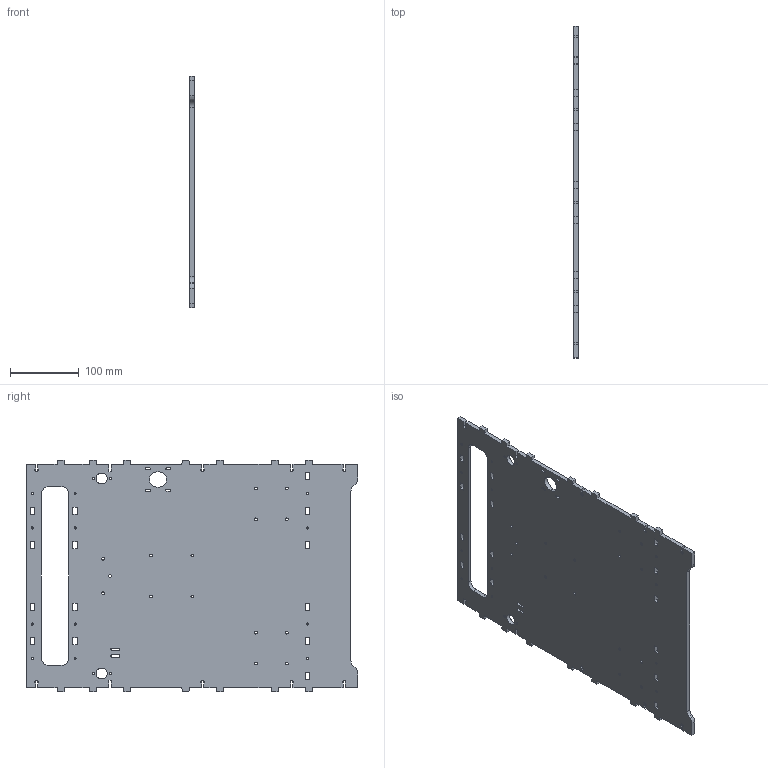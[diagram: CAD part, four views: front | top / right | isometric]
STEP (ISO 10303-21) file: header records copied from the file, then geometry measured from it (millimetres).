
FILE_DESCRIPTION(/* description */ (''),/* implementation_level */ '2;1');
FILE_NAME(/* name */ 'Box_back.step',/* time_stamp */ '2017-11-06T13:46:28+11:00',/* author */ ('webmaster0zero'),/* organization */ (''),/* preprocessor_version */ 'ST-DEVELOPER v16.13',/* originating_system */ 'Autodesk Translation Framework v6.5.0.72',/* authorisation */ '');
FILE_SCHEMA (('AUTOMOTIVE_DESIGN { 1 0 10303 214 3 1 1 }'));
Length unit declared in the file: millimetre
Products named in the file (2): MESHmaker_asm; Box_back
Assembly tree (1 placements, depth 2):
  MESHmaker_asm
    Box_back
Bounding box: 6 x 483 x 337.2 mm (x, y, z)
Volume: 853609.1 mm3; surface area: 307043.3 mm2
Topology: 1 solids, 1 shells, 317 faces, 981 edges, 666 vertices
Faces by surface type: plane 262, cylinder 55
Full cylindrical faces by diameter (mm): 3.1 x16, 4 x15, 15.9 x2
Entity records: 11169 total; most frequent: CARTESIAN_POINT 1967, ORIENTED_EDGE 1962, DIRECTION 1767, EDGE_CURVE 981, LINE 835, VECTOR 835, VERTEX_POINT 666, AXIS2_PLACEMENT_3D 466
